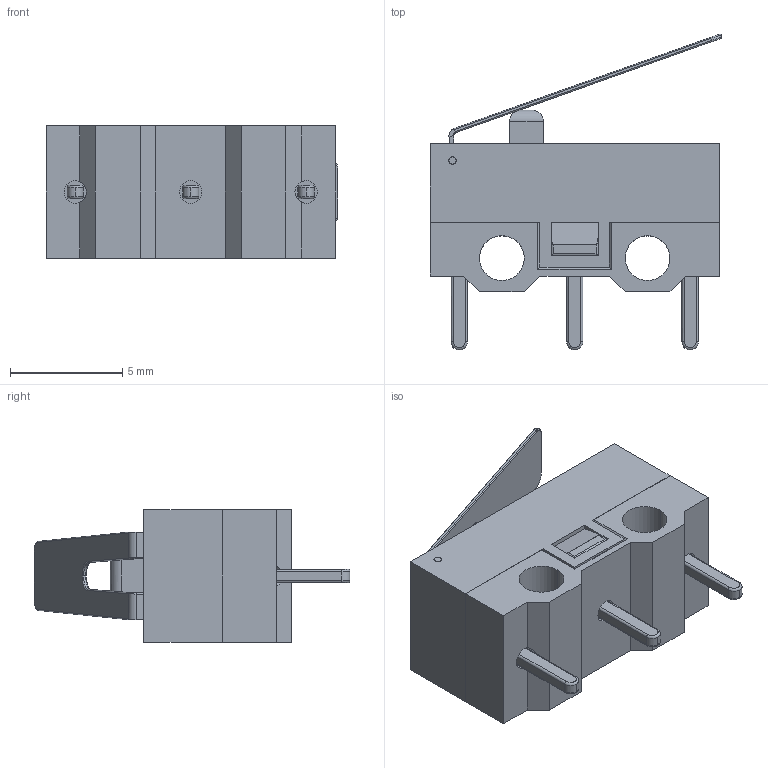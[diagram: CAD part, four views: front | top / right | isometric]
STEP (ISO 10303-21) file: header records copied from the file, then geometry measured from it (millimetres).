
FILE_DESCRIPTION (( 'STEP AP214' ), '1' );
FILE_NAME ('Micro Limit Switch.STEP', '2024-06-01T11:09:12', ( '' ), ( '' ), 'SwSTEP 2.0', 'SolidWorks 2024', '' );
FILE_SCHEMA (( 'AUTOMOTIVE_DESIGN' ));
Length unit declared in the file: millimetre
Products named in the file (6): Micro Limit Switch; Top; Bottom; Pins; Button; Lever
Assembly tree (7 placements, depth 2):
  Micro Limit Switch
    Bottom
    Top
    Pins  x3
    Button
    Lever
Bounding box: 13.02 x 14.08 x 5.9 mm (x, y, z)
Volume: 440.9 mm3; surface area: 806 mm2
Topology: 7 solids, 7 shells, 203 faces, 506 edges, 317 vertices
Faces by surface type: plane 109, cylinder 74, torus 13, bspline 7
Entity records: 5587 total; most frequent: CARTESIAN_POINT 1299, ORIENTED_EDGE 888, DIRECTION 817, EDGE_CURVE 444, LINE 303, VECTOR 303, VERTEX_POINT 281, AXIS2_PLACEMENT_3D 257
